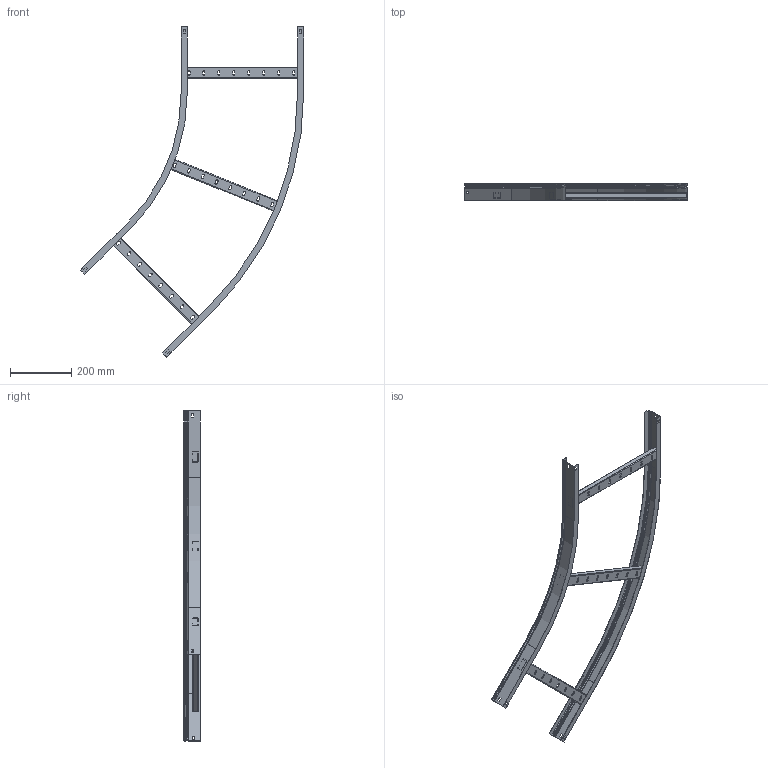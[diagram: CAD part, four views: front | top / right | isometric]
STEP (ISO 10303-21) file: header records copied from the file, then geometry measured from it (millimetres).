
FILE_DESCRIPTION (( 'STEP AP214' ), '1' );
FILE_NAME ('CPG05-4--02.STEP', '2021-03-08T15:35:25', ( '' ), ( '' ), 'SwSTEP 2.0', 'SolidWorks 2017', '' );
FILE_SCHEMA (( 'AUTOMOTIVE_DESIGN' ));
Length unit declared in the file: millimetre
Products named in the file (4): ÊÈÂÀ 095.00.03 Ïëàíêà ïîïåðå÷íàÿ-00_-03; CPG05-4--02; 嗜吕 195.08.02 祟礞屦铐 铗忮蝽-00_-02; ÊÈÂÀ  195.08.01 Ëîíæåðîí áàçîâûé-00_-00
Assembly tree (5 placements, depth 2):
  CPG05-4--02
    ÊÈÂÀ  195.08.01 Ëîíæåðîí áàçîâûé-00_-00
    ÊÈÂÀ 095.00.03 Ïëàíêà ïîïåðå÷íàÿ-00_-03  x3
    嗜吕 195.08.02 祟礞屦铐 铗忮蝽-00_-02
Bounding box: 729.78 x 55 x 1079.1 mm (x, y, z)
Volume: 358185.1 mm3; surface area: 607448.7 mm2
Topology: 5 solids, 5 shells, 410 faces, 976 edges, 576 vertices
Faces by surface type: plane 270, cylinder 116, torus 16, cone 8
Entity records: 7726 total; most frequent: DIRECTION 1344, CARTESIAN_POINT 1278, ORIENTED_EDGE 1264, EDGE_CURVE 632, LINE 476, VECTOR 476, AXIS2_PLACEMENT_3D 434, VERTEX_POINT 368
